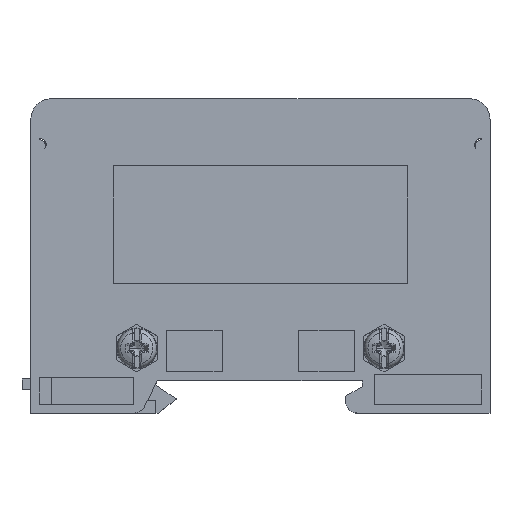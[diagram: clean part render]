
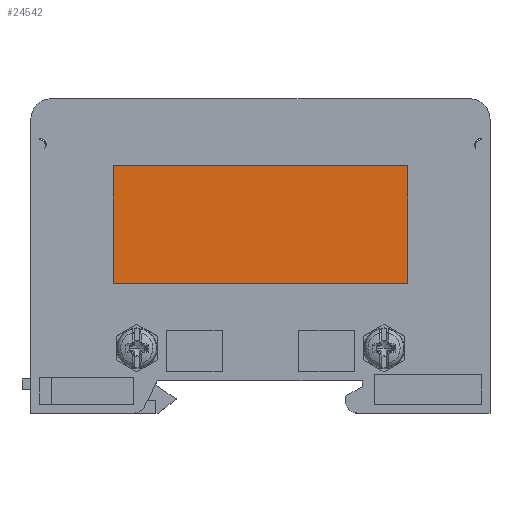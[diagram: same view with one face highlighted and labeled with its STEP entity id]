
A CAD part, top view. The second image highlights one B-rep face of the part: STEP entity #24542.
In plain terms, the highlighted planar face has unit normal (0, 0, 1).
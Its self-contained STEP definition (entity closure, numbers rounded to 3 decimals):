
#8137=DIRECTION('',(0.,1.,0.));
#8138=VECTOR('',#8137,20.);
#8139=CARTESIAN_POINT('',(-23.,22.,12.45));
#8140=LINE('',#8139,#8138);
#8141=DIRECTION('',(1.,0.,0.));
#8142=VECTOR('',#8141,50.);
#8143=CARTESIAN_POINT('',(-23.,42.,12.45));
#8144=LINE('',#8143,#8142);
#8145=DIRECTION('',(0.,-1.,0.));
#8146=VECTOR('',#8145,20.);
#8147=CARTESIAN_POINT('',(27.,42.,12.45));
#8148=LINE('',#8147,#8146);
#8149=DIRECTION('',(-1.,0.,0.));
#8150=VECTOR('',#8149,50.);
#8151=CARTESIAN_POINT('',(27.,22.,12.45));
#8152=LINE('',#8151,#8150);
#12777=CARTESIAN_POINT('',(-23.,42.,12.45));
#12778=VERTEX_POINT('',#12777);
#12779=CARTESIAN_POINT('',(-23.,22.,12.45));
#12780=VERTEX_POINT('',#12779);
#12781=CARTESIAN_POINT('',(27.,42.,12.45));
#12782=VERTEX_POINT('',#12781);
#12783=CARTESIAN_POINT('',(27.,22.,12.45));
#12784=VERTEX_POINT('',#12783);
#24531=CARTESIAN_POINT('',(0.,0.,12.45));
#24532=DIRECTION('',(0.,0.,1.));
#24533=DIRECTION('',(1.,0.,0.));
#24534=AXIS2_PLACEMENT_3D('',#24531,#24532,#24533);
#24535=PLANE('',#24534);
#24536=ORIENTED_EDGE('',*,*,#24483,.T.);
#24537=ORIENTED_EDGE('',*,*,#24498,.T.);
#24538=ORIENTED_EDGE('',*,*,#24512,.T.);
#24539=ORIENTED_EDGE('',*,*,#24525,.T.);
#24540=EDGE_LOOP('',(#24536,#24537,#24538,#24539));
#24541=FACE_OUTER_BOUND('',#24540,.F.);
#24542=ADVANCED_FACE('',(#24541),#24535,.T.);
#24483=EDGE_CURVE('',#12780,#12778,#8140,.T.);
#24498=EDGE_CURVE('',#12778,#12782,#8144,.T.);
#24512=EDGE_CURVE('',#12782,#12784,#8148,.T.);
#24525=EDGE_CURVE('',#12784,#12780,#8152,.T.);
